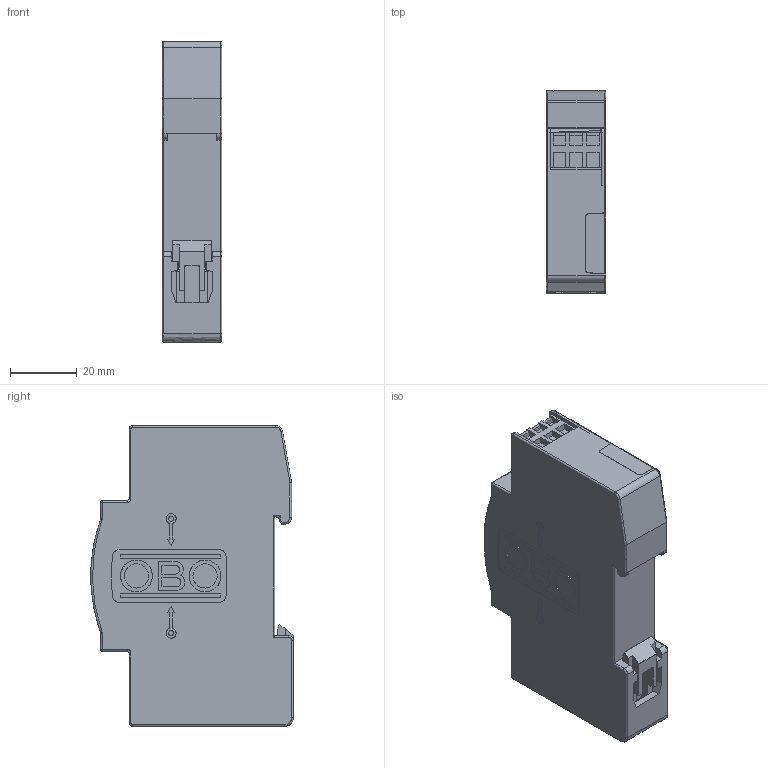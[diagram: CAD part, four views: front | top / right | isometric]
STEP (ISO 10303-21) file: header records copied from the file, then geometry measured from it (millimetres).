
FILE_DESCRIPTION(/* description */ (''),/* implementation_level */ '2;1');
FILE_NAME(/* name */ '5097650',/* time_stamp */ '2015-04-23T14:30:23+02:00',/* author */ (''),/* organization */ (''),/* preprocessor_version */ 'ST-DEVELOPER v15',/* originating_system */ '',/* authorisation */ '');
FILE_SCHEMA (('CONFIG_CONTROL_DESIGN'));
Length unit declared in the file: millimetre
Products named in the file (2): Document; Block 02
Assembly tree (1 placements, depth 2):
  Document
    Block 02
Bounding box: 17.8 x 60.5 x 89.83 mm (x, y, z)
Volume: 25817.8 mm3; surface area: 32552.2 mm2
Topology: 6 solids, 6 shells, 843 faces, 2282 edges, 1496 vertices
Faces by surface type: plane 637, bspline 206
Entity records: 28067 total; most frequent: CARTESIAN_POINT 13278, ORIENTED_EDGE 4556, EDGE_CURVE 2278, B_SPLINE_CURVE_WITH_KNOTS 1715, VERTEX_POINT 1496, EDGE_LOOP 898, ADVANCED_FACE 843, FACE_OUTER_BOUND 843
